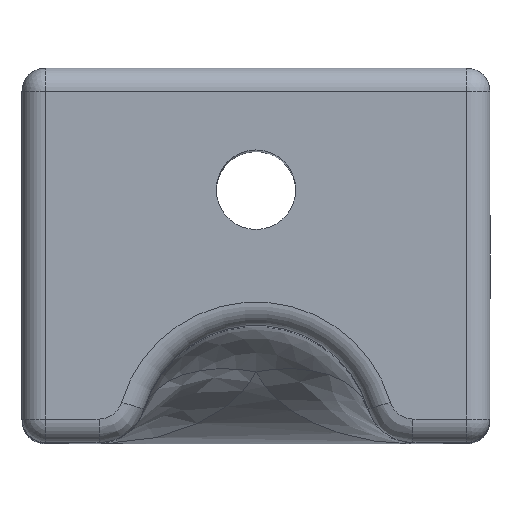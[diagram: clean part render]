
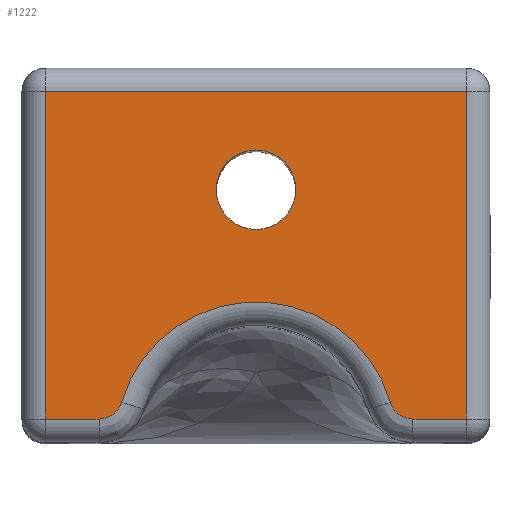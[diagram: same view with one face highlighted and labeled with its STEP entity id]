
A CAD part, top view. The second image highlights one B-rep face of the part: STEP entity #1222.
In plain terms, the highlighted planar face has unit normal (0, 0, 1).
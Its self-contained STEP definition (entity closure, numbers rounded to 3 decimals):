
#19=FACE_BOUND('',#434,.T.);
#24=PLANE('',#1331);
#95=LINE('',#1988,#200);
#96=LINE('',#2018,#201);
#99=LINE('',#2025,#204);
#111=LINE('',#2052,#216);
#112=LINE('',#2053,#217);
#200=VECTOR('',#1489,10.);
#201=VECTOR('',#1506,10.);
#204=VECTOR('',#1513,10.);
#216=VECTOR('',#1533,10.);
#217=VECTOR('',#1534,10.);
#356=FACE_OUTER_BOUND('',#433,.T.);
#433=EDGE_LOOP('',(#903,#904,#905,#906,#907,#908,#909,#910));
#434=EDGE_LOOP('',(#911));
#523=CIRCLE('',#1320,3.);
#526=CIRCLE('',#1323,0.5);
#527=CIRCLE('',#1324,0.5);
#529=CIRCLE('',#1332,0.85);
#555=VERTEX_POINT('',#1972);
#557=VERTEX_POINT('',#1978);
#560=VERTEX_POINT('',#1985);
#561=VERTEX_POINT('',#1990);
#562=VERTEX_POINT('',#1992);
#563=VERTEX_POINT('',#2004);
#565=VERTEX_POINT('',#2023);
#576=VERTEX_POINT('',#2051);
#577=VERTEX_POINT('',#2054);
#674=EDGE_CURVE('',#557,#560,#95,.T.);
#676=EDGE_CURVE('',#561,#562,#523,.T.);
#679=EDGE_CURVE('',#562,#563,#526,.T.);
#680=EDGE_CURVE('',#560,#561,#527,.T.);
#681=EDGE_CURVE('',#563,#555,#96,.T.);
#685=EDGE_CURVE('',#565,#557,#99,.T.);
#698=EDGE_CURVE('',#576,#565,#111,.T.);
#699=EDGE_CURVE('',#555,#576,#112,.T.);
#700=EDGE_CURVE('',#577,#577,#529,.T.);
#903=ORIENTED_EDGE('',*,*,#674,.F.);
#904=ORIENTED_EDGE('',*,*,#685,.F.);
#905=ORIENTED_EDGE('',*,*,#698,.F.);
#906=ORIENTED_EDGE('',*,*,#699,.F.);
#907=ORIENTED_EDGE('',*,*,#681,.F.);
#908=ORIENTED_EDGE('',*,*,#679,.F.);
#909=ORIENTED_EDGE('',*,*,#676,.F.);
#910=ORIENTED_EDGE('',*,*,#680,.F.);
#911=ORIENTED_EDGE('',*,*,#700,.T.);
#1222=ADVANCED_FACE('',(#356,#19),#24,.T.);
#1320=AXIS2_PLACEMENT_3D('',#1993,#1494,#1495);
#1323=AXIS2_PLACEMENT_3D('',#2006,#1500,#1501);
#1324=AXIS2_PLACEMENT_3D('',#2016,#1502,#1503);
#1331=AXIS2_PLACEMENT_3D('',#2050,#1531,#1532);
#1332=AXIS2_PLACEMENT_3D('',#2055,#1535,#1536);
#1489=DIRECTION('',(-1.,0.,0.));
#1494=DIRECTION('center_axis',(0.,0.,
1.));
#1495=DIRECTION('ref_axis',(0.,1.,0.));
#1500=DIRECTION('center_axis',(0.,0.,
-1.));
#1501=DIRECTION('ref_axis',(0.598,-0.802,0.));
#1502=DIRECTION('center_axis',(0.,0.,
-1.));
#1503=DIRECTION('ref_axis',(-0.598,-0.802,0.));
#1506=DIRECTION('',(-1.,0.,0.));
#1513=DIRECTION('',(0.,-1.,0.));
#1531=DIRECTION('center_axis',(0.,0.,
1.));
#1532=DIRECTION('ref_axis',(1.,0.,0.));
#1533=DIRECTION('',(1.,0.,0.));
#1534=DIRECTION('',(0.,1.,0.));
#1535=DIRECTION('center_axis',(0.,0.,
-1.));
#1536=DIRECTION('ref_axis',(-1.,0.,0.));
#1972=CARTESIAN_POINT('',(-11.069,-2.4,43.55));
#1978=CARTESIAN_POINT('',(-2.069,-2.4,43.55));
#1985=CARTESIAN_POINT('',(-3.215,-2.4,43.55));
#1988=CARTESIAN_POINT('',(-3.897,-2.4,43.55));
#1990=CARTESIAN_POINT('',(-3.695,-2.043,43.55));
#1992=CARTESIAN_POINT('',(-9.444,-2.043,43.55));
#1993=CARTESIAN_POINT('Origin',(-6.569,-2.9,43.55));
#2004=CARTESIAN_POINT('',(-9.924,-2.4,43.55));
#2006=CARTESIAN_POINT('Origin',(-9.924,-1.9,43.55));
#2016=CARTESIAN_POINT('Origin',(-3.215,-1.9,43.55));
#2018=CARTESIAN_POINT('',(-3.897,-2.4,43.55));
#2023=CARTESIAN_POINT('',(-2.069,4.6,43.55));
#2025=CARTESIAN_POINT('',(-2.069,-3.3,43.55));
#2050=CARTESIAN_POINT('Origin',(3.775,-3.7,43.55));
#2051=CARTESIAN_POINT('',(-11.069,4.6,43.55));
#2052=CARTESIAN_POINT('',(1.103,4.6,43.55));
#2053=CARTESIAN_POINT('',(-11.069,0.7,43.55));
#2054=CARTESIAN_POINT('',(-5.719,2.5,43.55));
#2055=CARTESIAN_POINT('Origin',(-6.569,2.5,43.55));
